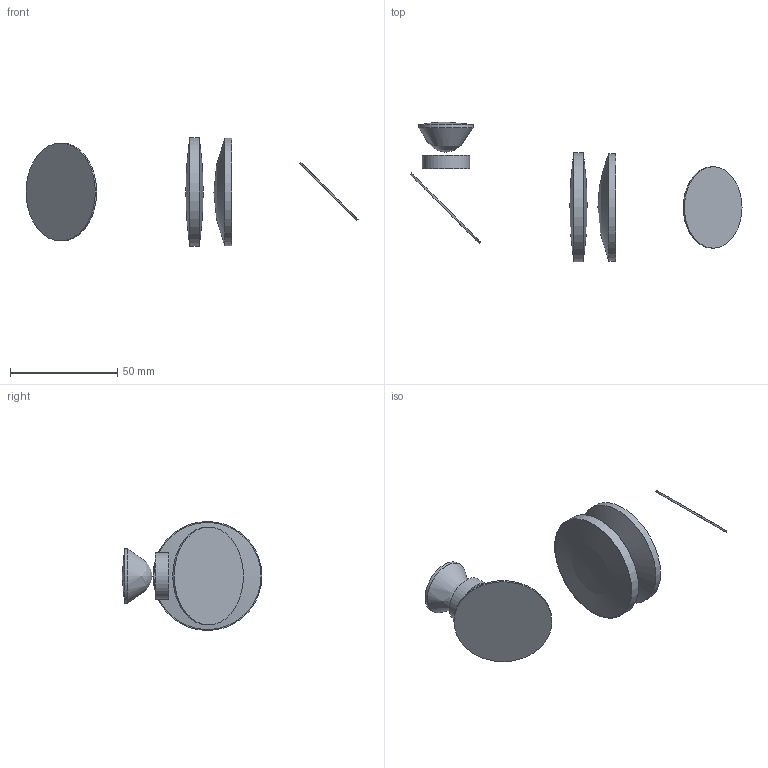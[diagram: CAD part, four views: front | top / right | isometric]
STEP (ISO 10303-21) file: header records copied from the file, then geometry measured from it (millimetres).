
FILE_DESCRIPTION(('STEP AP214'),'1');
FILE_NAME('collection_optics.stp','2024-07-20T17:45:37',(' '),('ZEMAX'),'Spatial InterOp 3D',' ',' ');
FILE_SCHEMA(('AUTOMOTIVE_DESIGN { 1 0 10303 214 1 1 1 1 }'));
Length unit declared in the file: millimetre
Products named in the file (7): collection_optics.ZMX; surfaces 5,6; surfaces 7,8; mirror 10; surfaces 12,13; mirror 3; surfaces 14,15
Assembly tree (6 placements, depth 2):
  collection_optics.ZMX
    surfaces 5,6
    surfaces 7,8
    mirror 10
    surfaces 12,13
    mirror 3
    surfaces 14,15
Bounding box: 154.78 x 65.18 x 50.8 mm (x, y, z)
Volume: 32776.2 mm3; surface area: 17721.1 mm2
Topology: 6 solids, 6 shells, 20 faces, 36 edges, 25 vertices
Faces by surface type: plane 9, cylinder 6, sphere 4, revolution 1
Full cylindrical faces by diameter (mm): 22 x1, 25.4 x1, 38 x1, 45.677 x1, 50 x1, 50.8 x1
Entity records: 582 total; most frequent: CARTESIAN_POINT 126, DIRECTION 85, AXIS2_PLACEMENT_3D 42, ORIENTED_EDGE 32, EDGE_LOOP 28, ADVANCED_FACE 20, VERTEX_POINT 17, FACE_BOUND 16
